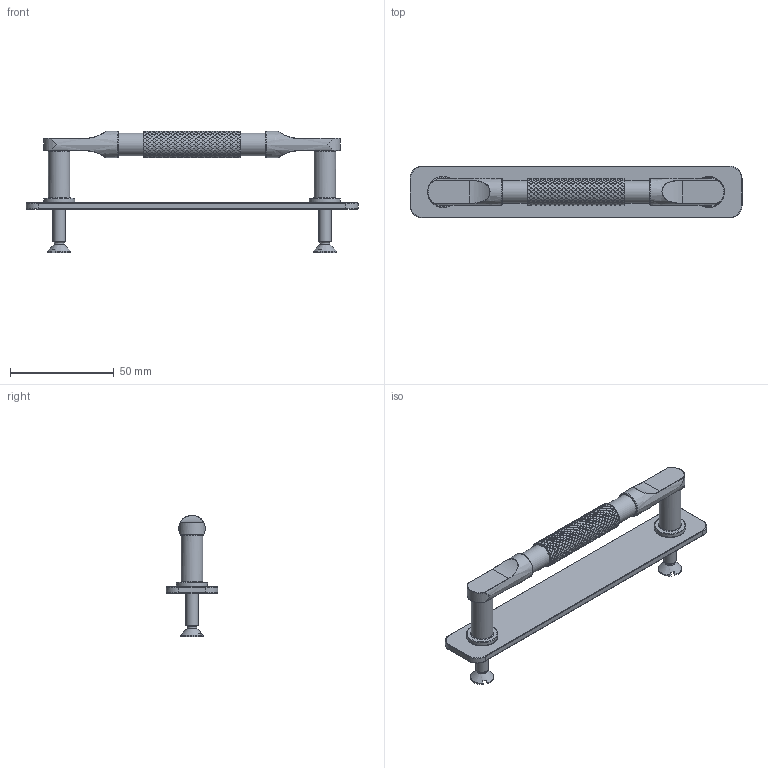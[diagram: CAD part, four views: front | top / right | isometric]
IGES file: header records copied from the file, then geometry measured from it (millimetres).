
Global section: file name: PK8256-A; native system: Autodesk Inventor 2024; preprocessor: unknown; author: adaniels; date: 20250715.151749; units: millimetre
Bounding box: 160 x 25 x 58.45 mm (x, y, z)
Volume: 31866.7 mm3; surface area: 19728 mm2
Topology: 6 solids, 6 shells, 4380 faces, 8971 edges, 4612 vertices
Faces by surface type: bspline 4380
